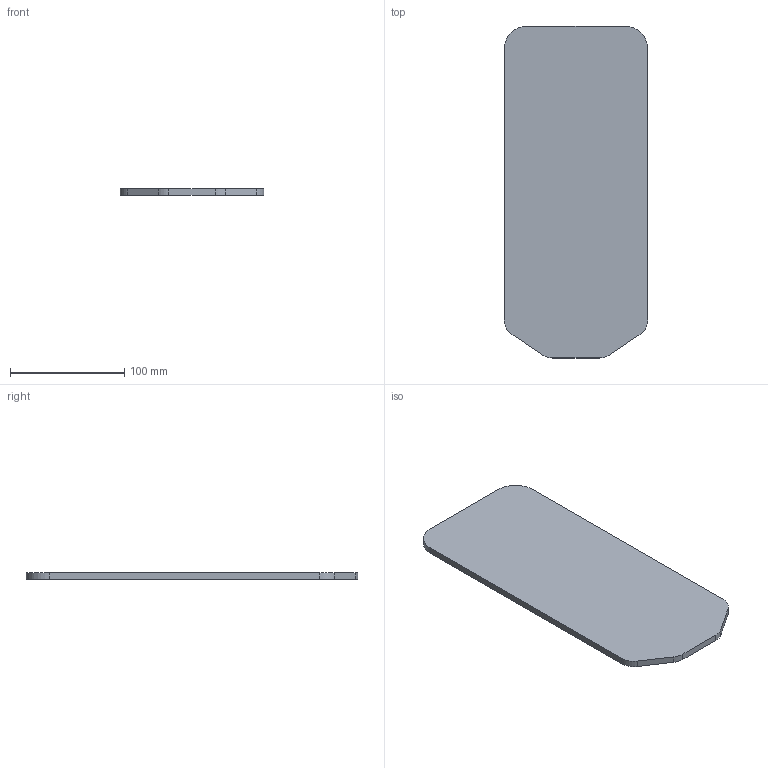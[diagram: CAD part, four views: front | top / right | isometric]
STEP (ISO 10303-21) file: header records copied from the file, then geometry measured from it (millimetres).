
FILE_DESCRIPTION (( 'STEP AP214' ), '1' );
FILE_NAME ('printed-split-coil-bottom-part^printed-split-coil-cover-assy-030424.STEP', '2024-04-03T14:53:05', ( '' ), ( '' ), 'SwSTEP 2.0', 'SolidWorks 2021', '' );
FILE_SCHEMA (( 'AUTOMOTIVE_DESIGN' ));
Length unit declared in the file: millimetre
Products named in the file (1): printed-split-coil-bottom-part^printed-split-coil-cover-assy-030424
Bounding box: 126.2 x 291.2 x 5.8 mm (x, y, z)
Volume: 84755.3 mm3; surface area: 78163.7 mm2
Topology: 1 solids, 1 shells, 47 faces, 120 edges, 76 vertices
Faces by surface type: plane 29, cylinder 12, cone 6
Entity records: 1442 total; most frequent: DIRECTION 246, CARTESIAN_POINT 244, ORIENTED_EDGE 240, EDGE_CURVE 120, LINE 90, VECTOR 90, AXIS2_PLACEMENT_3D 78, VERTEX_POINT 76
